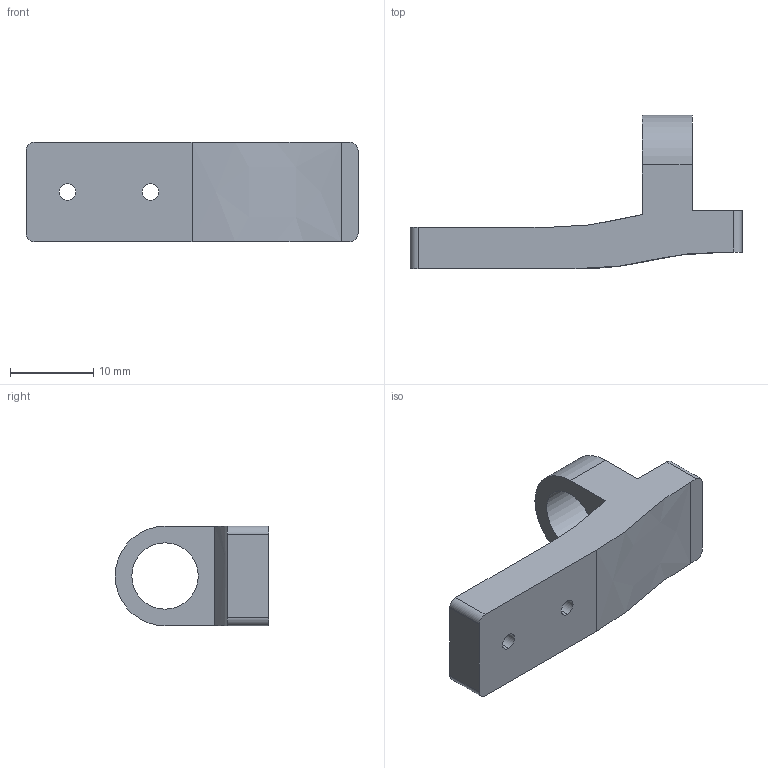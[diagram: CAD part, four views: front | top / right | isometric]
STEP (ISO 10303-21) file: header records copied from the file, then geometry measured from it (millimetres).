
FILE_DESCRIPTION (( 'STEP AP214' ), '1' );
FILE_NAME ('Nul_sensor_holder.STEP', '2013-11-18T21:04:05', ( '' ), ( '' ), 'SwSTEP 2.0', 'SolidWorks 2014', '' );
FILE_SCHEMA (( 'AUTOMOTIVE_DESIGN' ));
Length unit declared in the file: millimetre
Products named in the file (1): Nul_sensor_holder
Bounding box: 40 x 18.5 x 12 mm (x, y, z)
Volume: 2832.2 mm3; surface area: 1982.8 mm2
Topology: 1 solids, 1 shells, 40 faces, 111 edges, 74 vertices
Faces by surface type: plane 25, cylinder 13, bspline 2
Entity records: 1341 total; most frequent: CARTESIAN_POINT 258, ORIENTED_EDGE 222, DIRECTION 209, EDGE_CURVE 111, VECTOR 79, LINE 79, VERTEX_POINT 74, AXIS2_PLACEMENT_3D 65
